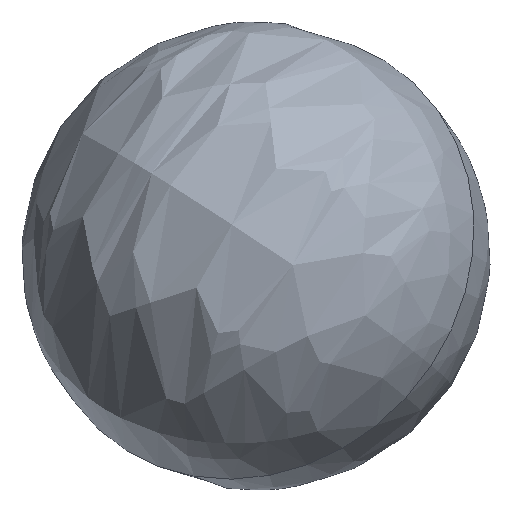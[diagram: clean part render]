
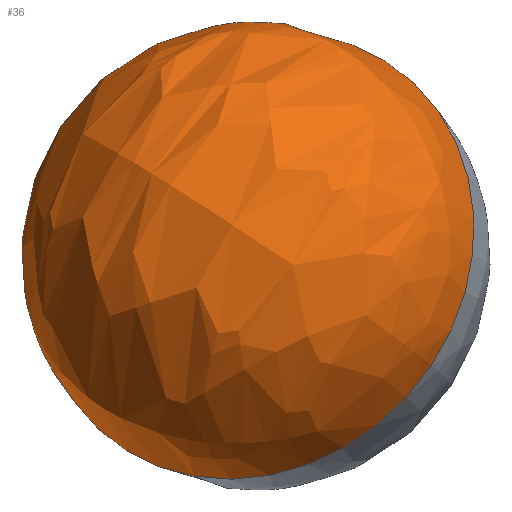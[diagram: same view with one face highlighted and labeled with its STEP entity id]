
A CAD part, left-side view. The second image highlights one B-rep face of the part: STEP entity #36.
In plain terms, the highlighted free-form (B-spline) face has degree [3, 3] with [4, 4] control points.
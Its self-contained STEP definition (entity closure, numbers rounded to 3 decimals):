
#2 = CARTESIAN_POINT ( 'NONE',  ( 4.506, 3.209, -18.674 ) ) ;
#14 = CARTESIAN_POINT ( 'NONE',  ( 7.494, 7.962, -15.706 ) ) ;
#17 = CARTESIAN_POINT ( 'NONE',  ( 4.506, 3.209, -18.674 ) ) ;
#25 = EDGE_LOOP ( 'NONE', ( #59, #149 ) ) ;
#26 = DIRECTION ( 'NONE',  ( -0.881, 0.365, 0.302 ) ) ;
#32 = VERTEX_POINT ( 'NONE', #2 ) ;
#36 = ADVANCED_FACE ( 'NONE', ( #66 ), #97, .T. ) ;
#37 = CIRCLE ( 'NONE', #44, 3.175 ) ;
#39 = CARTESIAN_POINT ( 'NONE',  ( 4.152, 6.727, -23.949 ) ) ;
#41 = CARTESIAN_POINT ( 'NONE',  ( 6., 5.585, -17.19 ) ) ;
#43 = CARTESIAN_POINT ( 'NONE',  ( 4.506, 3.209, -18.674 ) ) ;
#44 = AXIS2_PLACEMENT_3D ( 'NONE', #41, #26, #105 ) ;
#49 = CIRCLE ( 'NONE', #85, 3.175 ) ;
#50 = CARTESIAN_POINT ( 'NONE',  ( 7.494, 7.962, -15.706 ) ) ;
#57 = CARTESIAN_POINT ( 'NONE',  ( -7.032, 11.361, -20.109 ) ) ;
#59 = ORIENTED_EDGE ( 'NONE', *, *, #116, .F. ) ;
#62 = DIRECTION ( 'NONE',  ( 0.881, -0.365, -0.302 ) ) ;
#66 = FACE_OUTER_BOUND ( 'NONE', #25, .T. ) ;
#71 = CARTESIAN_POINT ( 'NONE',  ( 4.86, -0.308, -13.399 ) ) ;
#73 = CARTESIAN_POINT ( 'NONE',  ( 4.506, 3.209, -18.674 ) ) ;
#78 = CARTESIAN_POINT ( 'NONE',  ( 7.14, 11.479, -20.981 ) ) ;
#79 = CARTESIAN_POINT ( 'NONE',  ( 7.494, 7.962, -15.706 ) ) ;
#81 = CARTESIAN_POINT ( 'NONE',  ( 7.848, 4.444, -10.431 ) ) ;
#82 = DIRECTION ( 'NONE',  ( 0.471, 0.748, 0.467 ) ) ;
#85 = AXIS2_PLACEMENT_3D ( 'NONE', #92, #62, #82 ) ;
#88 = CARTESIAN_POINT ( 'NONE',  ( 7.494, 7.962, -15.706 ) ) ;
#89 = CARTESIAN_POINT ( 'NONE',  ( -4.043, 16.113, -17.141 ) ) ;
#90 = VERTEX_POINT ( 'NONE', #14 ) ;
#92 = CARTESIAN_POINT ( 'NONE',  ( 6., 5.585, -17.19 ) ) ;
#97 =( BOUNDED_SURFACE ( )  B_SPLINE_SURFACE ( 3, 3, ( 
 ( #79, #88, #50, #135 ),
 ( #78, #89, #103, #81 ),
 ( #39, #57, #108, #71 ),
 ( #119, #43, #17, #73 ) ),
 .UNSPECIFIED., .F., .F., .F. ) 
 B_SPLINE_SURFACE_WITH_KNOTS ( ( 4, 4 ),
 ( 4, 4 ),
 ( 0., 1. ),
 ( 0., 1. ),
 .UNSPECIFIED. ) 
 GEOMETRIC_REPRESENTATION_ITEM ( )  RATIONAL_B_SPLINE_SURFACE ( (
 ( 1., 0.333, 0.333, 1.),
 ( 0.333, 0.111, 0.111, 0.333),
 ( 0.333, 0.111, 0.111, 0.333),
 ( 1., 0.333, 0.333, 1.) ) ) 
 REPRESENTATION_ITEM ( '' )  SURFACE ( )  );
#101 = EDGE_CURVE ( 'NONE', #90, #32, #37, .T. ) ;
#103 = CARTESIAN_POINT ( 'NONE',  ( -3.335, 9.078, -6.591 ) ) ;
#105 = DIRECTION ( 'NONE',  ( 0.471, 0.748, 0.467 ) ) ;
#108 = CARTESIAN_POINT ( 'NONE',  ( -6.324, 4.326, -9.559 ) ) ;
#116 = EDGE_CURVE ( 'NONE', #90, #32, #49, .T. ) ;
#119 = CARTESIAN_POINT ( 'NONE',  ( 4.506, 3.209, -18.674 ) ) ;
#135 = CARTESIAN_POINT ( 'NONE',  ( 7.494, 7.962, -15.706 ) ) ;
#149 = ORIENTED_EDGE ( 'NONE', *, *, #101, .T. ) ;
